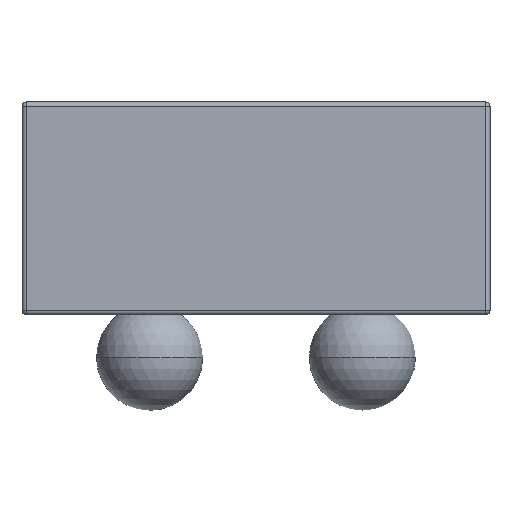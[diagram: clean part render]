
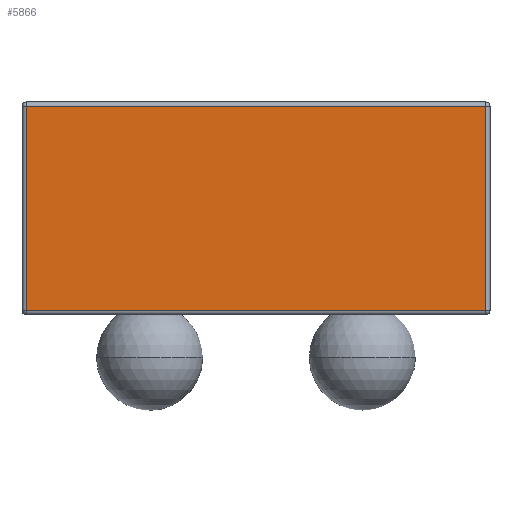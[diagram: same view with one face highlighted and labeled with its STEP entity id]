
A CAD part, left-side view. The second image highlights one B-rep face of the part: STEP entity #5866.
In plain terms, the highlighted planar face has unit normal (-1, 0, 0).
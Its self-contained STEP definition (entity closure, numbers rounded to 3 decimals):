
#712 = ORIENTED_EDGE ( 'NONE', *, *, #5700, .T. ) ;
#907 = PLANE ( 'NONE',  #4852 ) ;
#943 = LINE ( 'NONE', #8162, #16863 ) ;
#1023 = CARTESIAN_POINT ( 'NONE',  ( -0.55, -0.55, 0.59 ) ) ;
#1471 = EDGE_CURVE ( 'NONE', #15561, #8606, #11326, .T. ) ;
#2962 = CARTESIAN_POINT ( 'NONE',  ( -0.55, -0.54, 0.11 ) ) ;
#3117 = CARTESIAN_POINT ( 'NONE',  ( -0.55, -0.55, 0.11 ) ) ;
#4116 = CARTESIAN_POINT ( 'NONE',  ( -0.55, 0.54, 0.59 ) ) ;
#4356 = ORIENTED_EDGE ( 'NONE', *, *, #17821, .T. ) ;
#4852 = AXIS2_PLACEMENT_3D ( 'NONE', #5103, #9227, #16485 ) ;
#5001 = EDGE_CURVE ( 'NONE', #14981, #8310, #8054, .T. ) ;
#5103 = CARTESIAN_POINT ( 'NONE',  ( -0.55, -0.55, 0.6 ) ) ;
#5700 = EDGE_CURVE ( 'NONE', #8310, #15561, #943, .T. ) ;
#5807 = DIRECTION ( 'NONE',  ( 0., -1., 0. ) ) ;
#5866 = ADVANCED_FACE ( 'NONE', ( #17887 ), #907, .F. ) ;
#7406 = VECTOR ( 'NONE', #5807, 1000. ) ;
#8054 = LINE ( 'NONE', #1023, #14122 ) ;
#8162 = CARTESIAN_POINT ( 'NONE',  ( -0.55, 0.54, 0.6 ) ) ;
#8310 = VERTEX_POINT ( 'NONE', #4116 ) ;
#8606 = VERTEX_POINT ( 'NONE', #2962 ) ;
#9227 = DIRECTION ( 'NONE',  ( 1., 0., 0. ) ) ;
#9257 = CARTESIAN_POINT ( 'NONE',  ( -0.55, -0.54, 0.6 ) ) ;
#9466 = CARTESIAN_POINT ( 'NONE',  ( -0.55, -0.54, 0.59 ) ) ;
#10199 = ORIENTED_EDGE ( 'NONE', *, *, #1471, .T. ) ;
#10632 = DIRECTION ( 'NONE',  ( 0., 0., 1. ) ) ;
#10934 = ORIENTED_EDGE ( 'NONE', *, *, #5001, .T. ) ;
#11326 = LINE ( 'NONE', #3117, #7406 ) ;
#11381 = EDGE_LOOP ( 'NONE', ( #10199, #4356, #10934, #712 ) ) ;
#11847 = VECTOR ( 'NONE', #10632, 1000. ) ;
#12217 = DIRECTION ( 'NONE',  ( 0., 0., -1. ) ) ;
#12300 = DIRECTION ( 'NONE',  ( 0., 1., 0. ) ) ;
#13405 = LINE ( 'NONE', #9257, #11847 ) ;
#14122 = VECTOR ( 'NONE', #12300, 1000. ) ;
#14981 = VERTEX_POINT ( 'NONE', #9466 ) ;
#15561 = VERTEX_POINT ( 'NONE', #17313 ) ;
#16485 = DIRECTION ( 'NONE',  ( 0., 0., -1. ) ) ;
#16863 = VECTOR ( 'NONE', #12217, 1000. ) ;
#17313 = CARTESIAN_POINT ( 'NONE',  ( -0.55, 0.54, 0.11 ) ) ;
#17821 = EDGE_CURVE ( 'NONE', #8606, #14981, #13405, .T. ) ;
#17887 = FACE_OUTER_BOUND ( 'NONE', #11381, .T. ) ;
